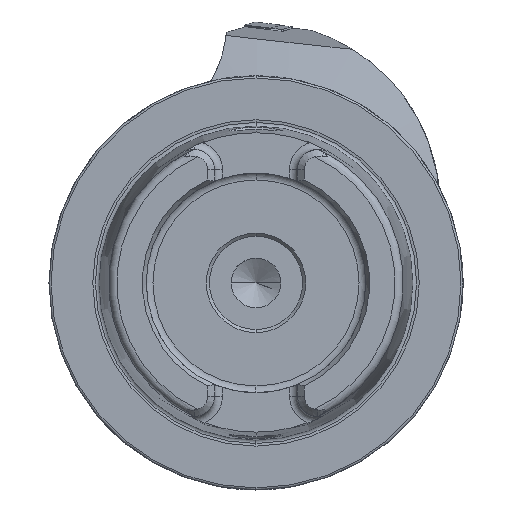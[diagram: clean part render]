
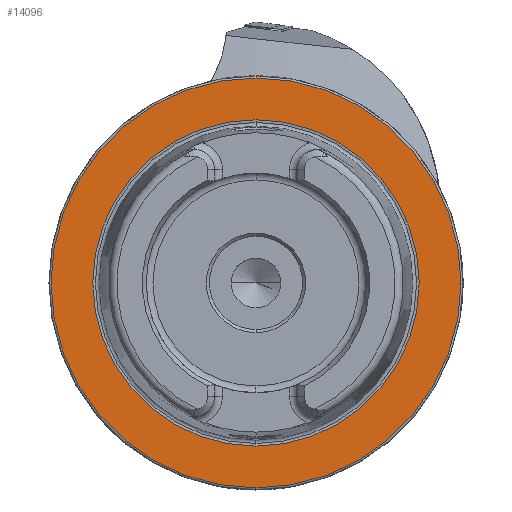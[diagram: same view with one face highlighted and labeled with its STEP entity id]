
A CAD part, left-side view. The second image highlights one B-rep face of the part: STEP entity #14096.
In plain terms, the highlighted planar face has unit normal (-1, 0, 0).
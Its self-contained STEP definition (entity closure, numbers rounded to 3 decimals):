
#237 = AXIS2_PLACEMENT_3D ( 'NONE', #10144, #10142, #10140 ) ;
#238 = AXIS2_PLACEMENT_3D ( 'NONE', #10251, #10252, #10250 ) ;
#447 = AXIS2_PLACEMENT_3D ( 'NONE', #12676, #12675, #12674 ) ;
#450 = AXIS2_PLACEMENT_3D ( 'NONE', #12662, #12661, #12659 ) ;
#1043 = CIRCLE ( 'NONE', #450, 49.5 ) ;
#1066 = CIRCLE ( 'NONE', #447, 39.405 ) ;
#2682 = AXIS2_PLACEMENT_3D ( 'NONE', #13847, #13855, #13842 ) ;
#3737 = ORIENTED_EDGE ( 'NONE', *, *, #14483, .F. ) ;
#3770 = ORIENTED_EDGE ( 'NONE', *, *, #4098, .F. ) ;
#4098 = EDGE_CURVE ( 'NONE', #11942, #11908, #1066, .T. ) ;
#4102 = EDGE_CURVE ( 'NONE', #11878, #11840, #1043, .T. ) ;
#6974 = CARTESIAN_POINT ( 'NONE',  ( 0., 0., -49.5 ) ) ;
#6979 = FACE_BOUND ( 'NONE', #7871, .T. ) ;
#7001 = FACE_OUTER_BOUND ( 'NONE', #7660, .T. ) ;
#7387 = CIRCLE ( 'NONE', #238, 49.5 ) ;
#7389 = CIRCLE ( 'NONE', #237, 39.405 ) ;
#7660 = EDGE_LOOP ( 'NONE', ( #14805, #14767 ) ) ;
#7871 = EDGE_LOOP ( 'NONE', ( #3737, #3770 ) ) ;
#9566 = CARTESIAN_POINT ( 'NONE',  ( 0., 0., -39.405 ) ) ;
#9677 = CARTESIAN_POINT ( 'NONE',  ( 0., 0., 39.405 ) ) ;
#9697 = CARTESIAN_POINT ( 'NONE',  ( 0., 0., 49.5 ) ) ;
#10140 = DIRECTION ( 'NONE',  ( 0., 0., 1. ) ) ;
#10142 = DIRECTION ( 'NONE',  ( -1., 0., 0. ) ) ;
#10144 = CARTESIAN_POINT ( 'NONE',  ( 0., 0., 0. ) ) ;
#10250 = DIRECTION ( 'NONE',  ( 0., 0., 1. ) ) ;
#10251 = CARTESIAN_POINT ( 'NONE',  ( 0., 0., 0. ) ) ;
#10252 = DIRECTION ( 'NONE',  ( -1., 0., 0. ) ) ;
#11840 = VERTEX_POINT ( 'NONE', #6974 ) ;
#11878 = VERTEX_POINT ( 'NONE', #9697 ) ;
#11908 = VERTEX_POINT ( 'NONE', #9677 ) ;
#11942 = VERTEX_POINT ( 'NONE', #9566 ) ;
#12659 = DIRECTION ( 'NONE',  ( 0., 0., 1. ) ) ;
#12661 = DIRECTION ( 'NONE',  ( -1., 0., 0. ) ) ;
#12662 = CARTESIAN_POINT ( 'NONE',  ( 0., 0., 0. ) ) ;
#12674 = DIRECTION ( 'NONE',  ( 0., 0., 1. ) ) ;
#12675 = DIRECTION ( 'NONE',  ( -1., 0., 0. ) ) ;
#12676 = CARTESIAN_POINT ( 'NONE',  ( 0., 0., 0. ) ) ;
#13842 = DIRECTION ( 'NONE',  ( 0., 0., -1. ) ) ;
#13845 = PLANE ( 'NONE',  #2682 ) ;
#13847 = CARTESIAN_POINT ( 'NONE',  ( 0., 49.5, 0. ) ) ;
#13855 = DIRECTION ( 'NONE',  ( 1., 0., 0. ) ) ;
#14096 = ADVANCED_FACE ( 'NONE', ( #6979, #7001 ), #13845, .F. ) ;
#14483 = EDGE_CURVE ( 'NONE', #11908, #11942, #7389, .T. ) ;
#14485 = EDGE_CURVE ( 'NONE', #11840, #11878, #7387, .T. ) ;
#14767 = ORIENTED_EDGE ( 'NONE', *, *, #14485, .T. ) ;
#14805 = ORIENTED_EDGE ( 'NONE', *, *, #4102, .T. ) ;
